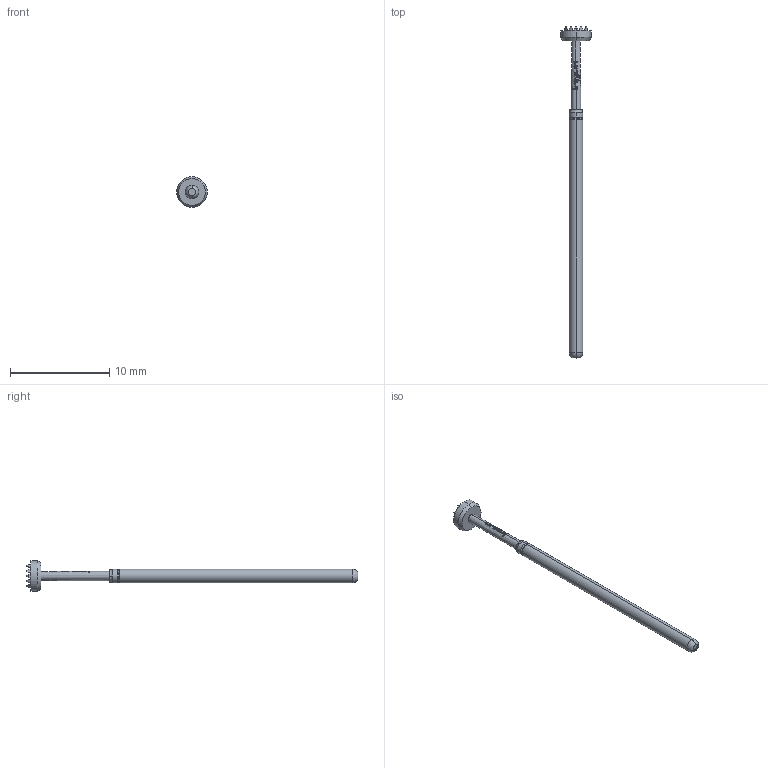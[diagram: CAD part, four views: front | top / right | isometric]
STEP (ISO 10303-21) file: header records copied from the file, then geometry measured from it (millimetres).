
FILE_DESCRIPTION (( 'STEP AP203' ), '1' );
FILE_NAME ('INGUN_GKS-100_306_229_A_xx00.STEP', '2021-10-29T08:53:37', ( 'ochi' ), ( '' ), 'SwSTEP 2.0', 'SolidWorks 2018', '' );
FILE_SCHEMA (( 'CONFIG_CONTROL_DESIGN' ));
Length unit declared in the file: millimetre
Products named in the file (1): INGUN_GKS-100_306_229_A_xx00
Bounding box: 3.1 x 33.4 x 3.1 mm (x, y, z)
Volume: 49.2 mm3; surface area: 157.6 mm2
Topology: 1 solids, 1 shells, 194 faces, 451 edges, 263 vertices
Faces by surface type: plane 96, bspline 60, cone 18, torus 10, cylinder 10
Entity records: 6456 total; most frequent: CARTESIAN_POINT 2721, ORIENTED_EDGE 902, DIRECTION 515, EDGE_CURVE 451, VERTEX_POINT 263, B_SPLINE_CURVE_WITH_KNOTS 206, EDGE_LOOP 198, ADVANCED_FACE 194
